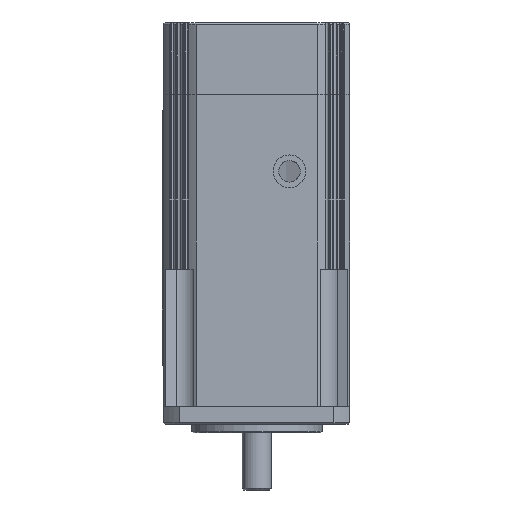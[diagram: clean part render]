
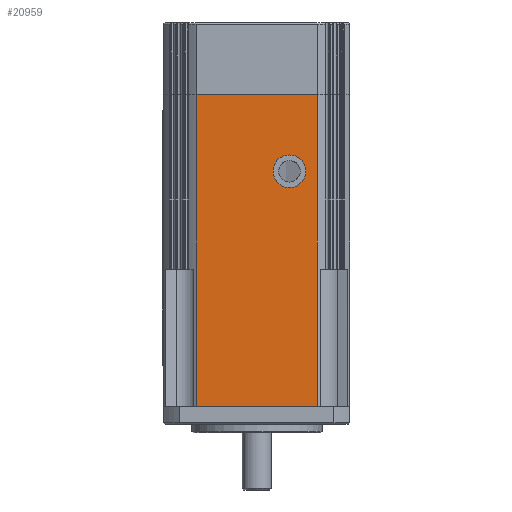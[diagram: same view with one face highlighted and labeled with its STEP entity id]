
A CAD part, front view. The second image highlights one B-rep face of the part: STEP entity #20959.
In plain terms, the highlighted planar face has unit normal (0, -1, 0).
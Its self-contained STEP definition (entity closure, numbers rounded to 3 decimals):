
#13355=CARTESIAN_POINT('',(15.,-28.5,72.));
#13356=VERTEX_POINT('',#13355);
#13372=CARTESIAN_POINT('',(5.,-28.5,72.));
#13373=VERTEX_POINT('',#13372);
#13380=CARTESIAN_POINT('',(10.,-28.5,72.));
#13381=DIRECTION('',(0.0,1.0,0.0));
#13382=DIRECTION('',(1.0,0.0,0.0));
#13383=AXIS2_PLACEMENT_3D('',#13380,#13381,#13382);
#13384=CIRCLE('',#13383,5.0);
#13385=EDGE_CURVE('',#13356,#13373,#13384,.T.);
#20910=CARTESIAN_POINT('',(0.,-28.5,0.));
#20911=DIRECTION('',(0.0,-1.0,0.0));
#20912=DIRECTION('',(0.0,0.0,-1.0));
#20913=AXIS2_PLACEMENT_3D('',#20910,#20911,#20912);
#20914=PLANE('',#20913);
#20915=CARTESIAN_POINT('',(18.54,-28.5,95.5));
#20916=VERTEX_POINT('',#20915);
#20917=CARTESIAN_POINT('',(-18.54,-28.5,95.5));
#20918=VERTEX_POINT('',#20917);
#20919=CARTESIAN_POINT('',(18.54,-28.5,95.5));
#20920=DIRECTION('',(-1.0,0.0,0.0));
#20921=VECTOR('',#20920,37.081);
#20922=LINE('',#20919,#20921);
#20923=EDGE_CURVE('',#20916,#20918,#20922,.T.);
#20924=ORIENTED_EDGE('',*,*,#20923,.T.);
#20925=CARTESIAN_POINT('',(-18.54,-28.5,0.));
#20926=VERTEX_POINT('',#20925);
#20927=CARTESIAN_POINT('',(-18.54,-28.5,0.));
#20928=DIRECTION('',(0.0,0.0,1.0));
#20929=VECTOR('',#20928,95.5);
#20930=LINE('',#20927,#20929);
#20931=EDGE_CURVE('',#20926,#20918,#20930,.T.);
#20932=ORIENTED_EDGE('',*,*,#20931,.F.);
#20933=CARTESIAN_POINT('',(18.54,-28.5,0.));
#20934=VERTEX_POINT('',#20933);
#20935=CARTESIAN_POINT('',(18.54,-28.5,0.));
#20936=DIRECTION('',(-1.0,0.0,0.0));
#20937=VECTOR('',#20936,37.081);
#20938=LINE('',#20935,#20937);
#20939=EDGE_CURVE('',#20934,#20926,#20938,.T.);
#20940=ORIENTED_EDGE('',*,*,#20939,.F.);
#20941=CARTESIAN_POINT('',(18.54,-28.5,0.));
#20942=DIRECTION('',(0.0,0.0,1.0));
#20943=VECTOR('',#20942,95.5);
#20944=LINE('',#20941,#20943);
#20945=EDGE_CURVE('',#20934,#20916,#20944,.T.);
#20946=ORIENTED_EDGE('',*,*,#20945,.T.);
#20947=EDGE_LOOP('',(#20924,#20932,#20940,#20946));
#20948=FACE_OUTER_BOUND('',#20947,.T.);
#20949=ORIENTED_EDGE('',*,*,#13385,.T.);
#20950=CARTESIAN_POINT('',(10.,-28.5,72.));
#20951=DIRECTION('',(0.0,1.0,0.0));
#20952=DIRECTION('',(1.0,0.0,0.0));
#20953=AXIS2_PLACEMENT_3D('',#20950,#20951,#20952);
#20954=CIRCLE('',#20953,5.0);
#20955=EDGE_CURVE('',#13373,#13356,#20954,.T.);
#20956=ORIENTED_EDGE('',*,*,#20955,.T.);
#20957=EDGE_LOOP('',(#20949,#20956));
#20958=FACE_BOUND('',#20957,.T.);
#20959=ADVANCED_FACE('',(#20948,#20958),#20914,.T.);
